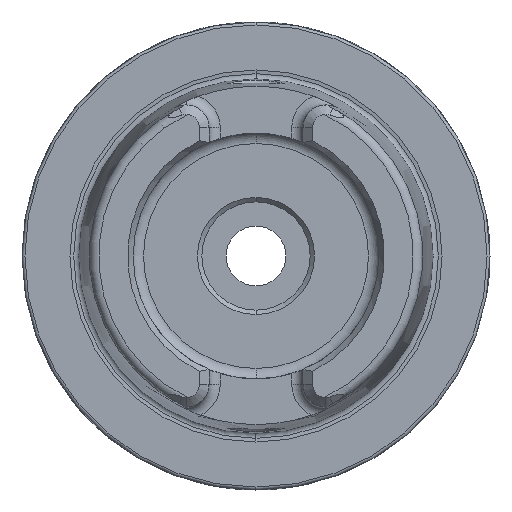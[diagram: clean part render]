
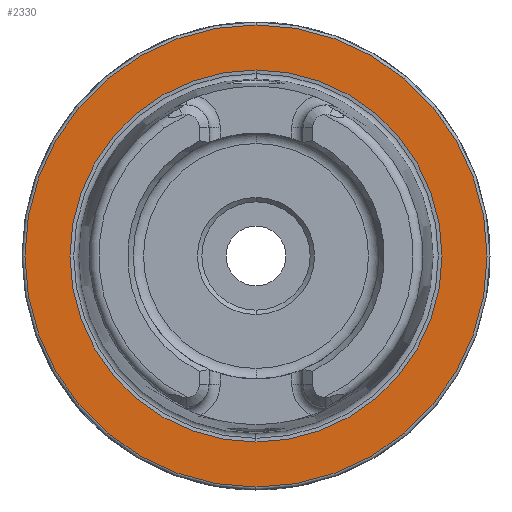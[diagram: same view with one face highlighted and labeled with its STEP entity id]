
A CAD part, left-side view. The second image highlights one B-rep face of the part: STEP entity #2330.
In plain terms, the highlighted planar face has unit normal (-1, 0, 0).
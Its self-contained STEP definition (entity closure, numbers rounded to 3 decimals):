
#477 = CARTESIAN_POINT ( 'NONE',  ( 0., 0., 39.5 ) ) ;
#880 = VERTEX_POINT ( 'NONE', #6646 ) ;
#892 = FACE_BOUND ( 'NONE', #7465, .T. ) ;
#975 = DIRECTION ( 'NONE',  ( 0., 0., -1. ) ) ;
#1089 = FACE_OUTER_BOUND ( 'NONE', #2796, .T. ) ;
#1460 = AXIS2_PLACEMENT_3D ( 'NONE', #6223, #2375, #6846 ) ;
#1648 = VERTEX_POINT ( 'NONE', #3032 ) ;
#1873 = DIRECTION ( 'NONE',  ( -1., 0., 0. ) ) ;
#1965 = CARTESIAN_POINT ( 'NONE',  ( 0., 0., 0. ) ) ;
#2139 = ORIENTED_EDGE ( 'NONE', *, *, #7023, .T. ) ;
#2330 = ADVANCED_FACE ( 'NONE', ( #892, #1089 ), #4789, .F. ) ;
#2375 = DIRECTION ( 'NONE',  ( -1., 0., 0. ) ) ;
#2423 = EDGE_CURVE ( 'NONE', #6052, #1648, #6701, .T. ) ;
#2626 = DIRECTION ( 'NONE',  ( 0., 0., 1. ) ) ;
#2759 = VERTEX_POINT ( 'NONE', #6760 ) ;
#2796 = EDGE_LOOP ( 'NONE', ( #5317, #2139 ) ) ;
#2879 = DIRECTION ( 'NONE',  ( 1., 0., 0. ) ) ;
#3032 = CARTESIAN_POINT ( 'NONE',  ( 0., 0., -39.5 ) ) ;
#3061 = AXIS2_PLACEMENT_3D ( 'NONE', #1965, #6458, #2626 ) ;
#3353 = CIRCLE ( 'NONE', #7738, 31.804 ) ;
#3440 = CIRCLE ( 'NONE', #6278, 31.804 ) ;
#3469 = DIRECTION ( 'NONE',  ( -1., 0., 0. ) ) ;
#3495 = CARTESIAN_POINT ( 'NONE',  ( 0., 39.5, 0. ) ) ;
#3616 = ORIENTED_EDGE ( 'NONE', *, *, #6298, .F. ) ;
#4526 = CIRCLE ( 'NONE', #3061, 39.5 ) ;
#4789 = PLANE ( 'NONE',  #7211 ) ;
#5317 = ORIENTED_EDGE ( 'NONE', *, *, #2423, .T. ) ;
#5705 = CARTESIAN_POINT ( 'NONE',  ( 0., 0., 0. ) ) ;
#6052 = VERTEX_POINT ( 'NONE', #477 ) ;
#6138 = EDGE_CURVE ( 'NONE', #2759, #880, #3353, .T. ) ;
#6223 = CARTESIAN_POINT ( 'NONE',  ( 0., 0., 0. ) ) ;
#6278 = AXIS2_PLACEMENT_3D ( 'NONE', #7328, #3469, #7978 ) ;
#6298 = EDGE_CURVE ( 'NONE', #880, #2759, #3440, .T. ) ;
#6359 = DIRECTION ( 'NONE',  ( 0., 0., 1. ) ) ;
#6458 = DIRECTION ( 'NONE',  ( -1., 0., 0. ) ) ;
#6646 = CARTESIAN_POINT ( 'NONE',  ( 0., 0., -31.804 ) ) ;
#6701 = CIRCLE ( 'NONE', #1460, 39.5 ) ;
#6760 = CARTESIAN_POINT ( 'NONE',  ( 0., 0., 31.804 ) ) ;
#6842 = ORIENTED_EDGE ( 'NONE', *, *, #6138, .F. ) ;
#6846 = DIRECTION ( 'NONE',  ( 0., 0., 1. ) ) ;
#7023 = EDGE_CURVE ( 'NONE', #1648, #6052, #4526, .T. ) ;
#7211 = AXIS2_PLACEMENT_3D ( 'NONE', #3495, #2879, #975 ) ;
#7328 = CARTESIAN_POINT ( 'NONE',  ( 0., 0., 0. ) ) ;
#7465 = EDGE_LOOP ( 'NONE', ( #6842, #3616 ) ) ;
#7738 = AXIS2_PLACEMENT_3D ( 'NONE', #5705, #1873, #6359 ) ;
#7978 = DIRECTION ( 'NONE',  ( 0., 0., 1. ) ) ;
